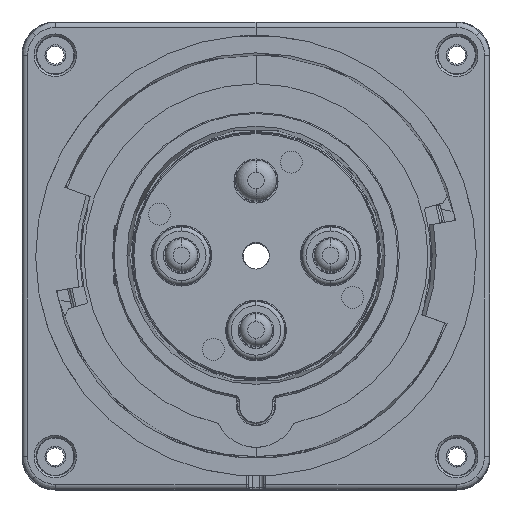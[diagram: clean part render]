
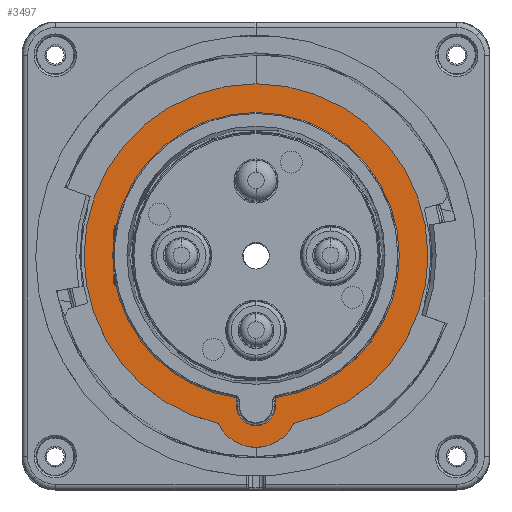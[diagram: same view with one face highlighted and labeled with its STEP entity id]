
A CAD part, top view. The second image highlights one B-rep face of the part: STEP entity #3497.
In plain terms, the highlighted planar face has unit normal (0, 0, 1).
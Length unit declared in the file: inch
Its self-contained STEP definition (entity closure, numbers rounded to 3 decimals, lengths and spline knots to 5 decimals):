
#940 = EDGE_CURVE ( 'NONE', #152988, #131705, #163560, .T. ) ;
#3497 = ADVANCED_FACE ( 'NONE', ( #162679, #18263 ), #82563, .T. ) ;
#6041 = VECTOR ( 'NONE', #137481, 39.37008 ) ;
#6975 = DIRECTION ( 'NONE',  ( 1., 0., 0. ) ) ;
#9697 = DIRECTION ( 'NONE',  ( 1., 0., 0. ) ) ;
#16527 = VERTEX_POINT ( 'NONE', #165848 ) ;
#18263 = FACE_BOUND ( 'NONE', #175048, .T. ) ;
#18832 = CARTESIAN_POINT ( 'NONE',  ( -1.65354, 0., 1.51405 ) ) ;
#19304 = DIRECTION ( 'NONE',  ( 0., 0., 1. ) ) ;
#20728 = AXIS2_PLACEMENT_3D ( 'NONE', #151363, #167195, #6975 ) ;
#22031 = DIRECTION ( 'NONE',  ( 0., 0., 1. ) ) ;
#24144 = AXIS2_PLACEMENT_3D ( 'NONE', #200483, #75008, #9697 ) ;
#25297 = CARTESIAN_POINT ( 'NONE',  ( -0.18701, 0., 1.51405 ) ) ;
#28994 = CIRCLE ( 'NONE', #146797, 1.65354 ) ;
#37326 = VERTEX_POINT ( 'NONE', #139722 ) ;
#38177 = DIRECTION ( 'NONE',  ( 1., 0., 0. ) ) ;
#42260 = CARTESIAN_POINT ( 'NONE',  ( -0.18701, -1.44685, 1.51405 ) ) ;
#42631 = CARTESIAN_POINT ( 'NONE',  ( 0.18701, 0., 1.51405 ) ) ;
#44532 = VERTEX_POINT ( 'NONE', #18832 ) ;
#46629 = EDGE_CURVE ( 'NONE', #16527, #160002, #121664, .T. ) ;
#47849 = DIRECTION ( 'NONE',  ( 0., 0., 1. ) ) ;
#49151 = AXIS2_PLACEMENT_3D ( 'NONE', #93821, #58019, #89685 ) ;
#58019 = DIRECTION ( 'NONE',  ( 0., 0., 1. ) ) ;
#63612 = ORIENTED_EDGE ( 'NONE', *, *, #148766, .F. ) ;
#63665 = AXIS2_PLACEMENT_3D ( 'NONE', #184600, #182539, #38177 ) ;
#63693 = ORIENTED_EDGE ( 'NONE', *, *, #66962, .T. ) ;
#66962 = EDGE_CURVE ( 'NONE', #107501, #70360, #180577, .T. ) ;
#67307 = VERTEX_POINT ( 'NONE', #97847 ) ;
#69090 = EDGE_CURVE ( 'NONE', #37326, #16527, #192358, .T. ) ;
#69283 = EDGE_LOOP ( 'NONE', ( #154114, #99957, #188098, #105901 ) ) ;
#70360 = VERTEX_POINT ( 'NONE', #115828 ) ;
#72465 = ORIENTED_EDGE ( 'NONE', *, *, #116970, .F. ) ;
#72652 = AXIS2_PLACEMENT_3D ( 'NONE', #87354, #22031, #163344 ) ;
#75008 = DIRECTION ( 'NONE',  ( 0., 0., 1. ) ) ;
#76074 = CIRCLE ( 'NONE', #49151, 1.65354 ) ;
#82563 = PLANE ( 'NONE',  #135816 ) ;
#83600 = DIRECTION ( 'NONE',  ( 1., 0., 0. ) ) ;
#87354 = CARTESIAN_POINT ( 'NONE',  ( 0., -1.44094, 1.51405 ) ) ;
#89027 = LINE ( 'NONE', #42631, #6041 ) ;
#89475 = DIRECTION ( 'NONE',  ( 1., 0., 0. ) ) ;
#89685 = DIRECTION ( 'NONE',  ( 1., 0., 0. ) ) ;
#90225 = AXIS2_PLACEMENT_3D ( 'NONE', #169588, #123134, #89475 ) ;
#93821 = CARTESIAN_POINT ( 'NONE',  ( 0., 0., 1.51405 ) ) ;
#97847 = CARTESIAN_POINT ( 'NONE',  ( 0.18701, -1.44685, 1.51405 ) ) ;
#99100 = AXIS2_PLACEMENT_3D ( 'NONE', #158203, #188758, #123430 ) ;
#99957 = ORIENTED_EDGE ( 'NONE', *, *, #180009, .T. ) ;
#105901 = ORIENTED_EDGE ( 'NONE', *, *, #139818, .T. ) ;
#107501 = VERTEX_POINT ( 'NONE', #42260 ) ;
#107569 = EDGE_CURVE ( 'NONE', #122319, #44532, #76074, .T. ) ;
#109717 = CARTESIAN_POINT ( 'NONE',  ( 0.36272, -1.61327, 1.51405 ) ) ;
#114187 = CARTESIAN_POINT ( 'NONE',  ( 0., 0., 1.51405 ) ) ;
#115828 = CARTESIAN_POINT ( 'NONE',  ( -0.18701, -1.3652, 1.51405 ) ) ;
#116970 = EDGE_CURVE ( 'NONE', #67307, #37326, #89027, .T. ) ;
#117197 = CARTESIAN_POINT ( 'NONE',  ( 1.65354, 0., 1.51405 ) ) ;
#120139 = DIRECTION ( 'NONE',  ( 0., 1., 0. ) ) ;
#121664 = CIRCLE ( 'NONE', #20728, 1.37795 ) ;
#122319 = VERTEX_POINT ( 'NONE', #117197 ) ;
#123134 = DIRECTION ( 'NONE',  ( 0., 0., 1. ) ) ;
#123430 = DIRECTION ( 'NONE',  ( 1., 0., 0. ) ) ;
#131705 = VERTEX_POINT ( 'NONE', #109717 ) ;
#131706 = EDGE_CURVE ( 'NONE', #107501, #67307, #156292, .T. ) ;
#134846 = VECTOR ( 'NONE', #120139, 39.37008 ) ;
#135816 = AXIS2_PLACEMENT_3D ( 'NONE', #163719, #19304, #83600 ) ;
#137481 = DIRECTION ( 'NONE',  ( 0., 1., 0. ) ) ;
#139722 = CARTESIAN_POINT ( 'NONE',  ( 0.18701, -1.3652, 1.51405 ) ) ;
#139818 = EDGE_CURVE ( 'NONE', #44532, #152988, #28994, .T. ) ;
#146797 = AXIS2_PLACEMENT_3D ( 'NONE', #114187, #47849, #178513 ) ;
#148766 = EDGE_CURVE ( 'NONE', #160002, #70360, #157895, .T. ) ;
#151363 = CARTESIAN_POINT ( 'NONE',  ( 0., 0., 1.51405 ) ) ;
#151393 = ORIENTED_EDGE ( 'NONE', *, *, #131706, .F. ) ;
#152988 = VERTEX_POINT ( 'NONE', #198876 ) ;
#153538 = ORIENTED_EDGE ( 'NONE', *, *, #46629, .F. ) ;
#154114 = ORIENTED_EDGE ( 'NONE', *, *, #940, .T. ) ;
#156292 = CIRCLE ( 'NONE', #99100, 0.18701 ) ;
#157895 = CIRCLE ( 'NONE', #63665, 1.37795 ) ;
#158203 = CARTESIAN_POINT ( 'NONE',  ( 0., -1.44685, 1.51405 ) ) ;
#160002 = VERTEX_POINT ( 'NONE', #190422 ) ;
#162679 = FACE_OUTER_BOUND ( 'NONE', #69283, .T. ) ;
#163344 = DIRECTION ( 'NONE',  ( 1., 0., 0. ) ) ;
#163560 = CIRCLE ( 'NONE', #72652, 0.40157 ) ;
#163719 = CARTESIAN_POINT ( 'NONE',  ( 0., 0., 1.51405 ) ) ;
#165848 = CARTESIAN_POINT ( 'NONE',  ( 1.37795, 0., 1.51405 ) ) ;
#167195 = DIRECTION ( 'NONE',  ( 0., 0., 1. ) ) ;
#169588 = CARTESIAN_POINT ( 'NONE',  ( 0., 0., 1.51405 ) ) ;
#172083 = ORIENTED_EDGE ( 'NONE', *, *, #69090, .F. ) ;
#175048 = EDGE_LOOP ( 'NONE', ( #151393, #63693, #63612, #153538, #172083, #72465 ) ) ;
#178513 = DIRECTION ( 'NONE',  ( 1., 0., 0. ) ) ;
#180009 = EDGE_CURVE ( 'NONE', #131705, #122319, #197922, .T. ) ;
#180577 = LINE ( 'NONE', #25297, #134846 ) ;
#182539 = DIRECTION ( 'NONE',  ( 0., 0., 1. ) ) ;
#184600 = CARTESIAN_POINT ( 'NONE',  ( 0., 0., 1.51405 ) ) ;
#188098 = ORIENTED_EDGE ( 'NONE', *, *, #107569, .T. ) ;
#188758 = DIRECTION ( 'NONE',  ( 0., 0., 1. ) ) ;
#190422 = CARTESIAN_POINT ( 'NONE',  ( -1.37795, 0., 1.51405 ) ) ;
#192358 = CIRCLE ( 'NONE', #24144, 1.37795 ) ;
#197922 = CIRCLE ( 'NONE', #90225, 1.65354 ) ;
#198876 = CARTESIAN_POINT ( 'NONE',  ( -0.36272, -1.61327, 1.51405 ) ) ;
#200483 = CARTESIAN_POINT ( 'NONE',  ( 0., 0., 1.51405 ) ) ;
